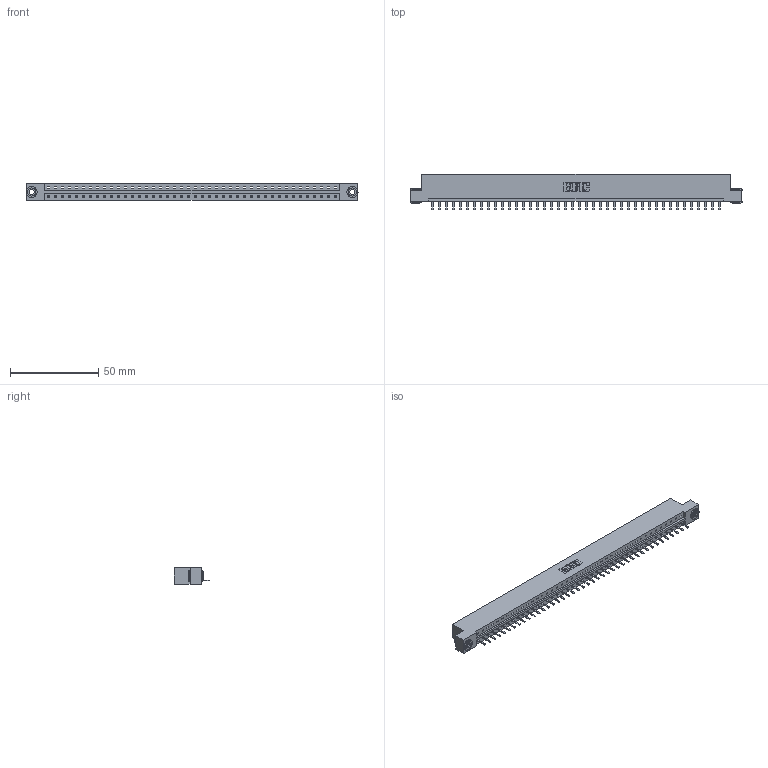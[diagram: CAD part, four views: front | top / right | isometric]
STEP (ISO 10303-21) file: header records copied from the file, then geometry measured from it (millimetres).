
FILE_DESCRIPTION (( 'STEP AP203' ), '1' );
FILE_NAME ('833-042-520-103.STEP', '2020-06-03T20:08:55', ( '' ), ( '' ), 'SwSTEP 2.0', 'SolidWorks 2020', '' );
FILE_SCHEMA (( 'CONFIG_CONTROL_DESIGN' ));
Length unit declared in the file: inch
Products named in the file (4): 833-042-520-103; 833 Part_Flush - .156 Dia - TH; 345-292-001_345-293-120; 345-250-002_345-250-002-102
Assembly tree (45 placements, depth 2):
  833-042-520-103
    833 Part_Flush - .156 Dia - TH
    345-292-001_345-293-120  x42
    345-250-002_345-250-002-102  x2
Bounding box: 187.96 x 20.02 x 9.4 mm (x, y, z)
Volume: 18812.7 mm3; surface area: 20158.8 mm2
Topology: 45 solids, 45 shells, 2756 faces, 8115 edges, 5294 vertices
Faces by surface type: plane 1928, cylinder 820, cone 8
Entity records: 26440 total; most frequent: CARTESIAN_POINT 4551, ORIENTED_EDGE 4510, DIRECTION 3861, EDGE_CURVE 2255, VECTOR 2099, LINE 2099, VERTEX_POINT 1498, AXIS2_PLACEMENT_3D 881
